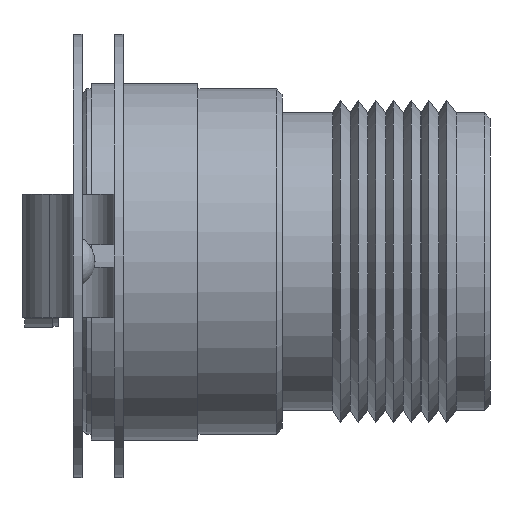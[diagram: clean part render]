
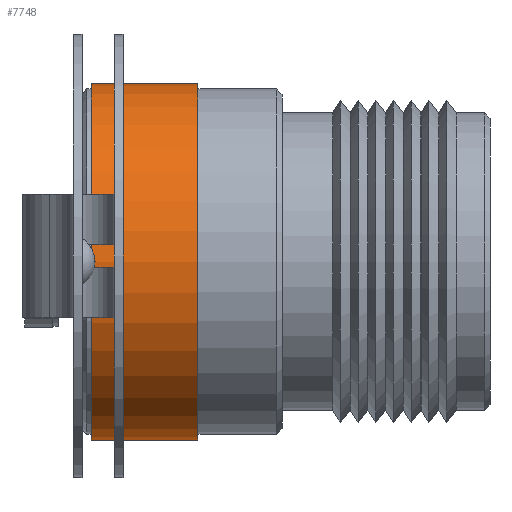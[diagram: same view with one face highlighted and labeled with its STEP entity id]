
A CAD part, left-side view. The second image highlights one B-rep face of the part: STEP entity #7748.
In plain terms, the highlighted cylindrical face has radius 8.065 mm (diameter 16.129 mm), a partial arc.
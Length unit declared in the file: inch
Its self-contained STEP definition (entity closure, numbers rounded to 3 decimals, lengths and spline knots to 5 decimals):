
#228 = AXIS2_PLACEMENT_3D ( 'NONE', #6727, #5510, #3067 ) ;
#361 = EDGE_CURVE ( 'NONE', #3635, #3770, #6256, .T. ) ;
#386 = EDGE_CURVE ( 'NONE', #3770, #1946, #4334, .T. ) ;
#845 = EDGE_LOOP ( 'NONE', ( #5522, #1661, #4964, #1049 ) ) ;
#1049 = ORIENTED_EDGE ( 'NONE', *, *, #6982, .F. ) ;
#1389 = VECTOR ( 'NONE', #5656, 39.37008 ) ;
#1434 = CARTESIAN_POINT ( 'NONE',  ( 0., -0.01839, 0.3175 ) ) ;
#1525 = EDGE_CURVE ( 'NONE', #3635, #1964, #4454, .T. ) ;
#1661 = ORIENTED_EDGE ( 'NONE', *, *, #361, .T. ) ;
#1714 = CARTESIAN_POINT ( 'NONE',  ( 0., -0.01839, -0.3175 ) ) ;
#1922 = DIRECTION ( 'NONE',  ( 0., -1., 0. ) ) ;
#1946 = VERTEX_POINT ( 'NONE', #3278 ) ;
#1964 = VERTEX_POINT ( 'NONE', #7393 ) ;
#2845 = VECTOR ( 'NONE', #6261, 39.37008 ) ;
#3067 = DIRECTION ( 'NONE',  ( 0., 0., -1. ) ) ;
#3278 = CARTESIAN_POINT ( 'NONE',  ( 0., -0.20839, -0.3175 ) ) ;
#3635 = VERTEX_POINT ( 'NONE', #1434 ) ;
#3770 = VERTEX_POINT ( 'NONE', #1714 ) ;
#3860 = CARTESIAN_POINT ( 'NONE',  ( 0., -0.01839, 0. ) ) ;
#4066 = CIRCLE ( 'NONE', #228, 0.3175 ) ;
#4334 = LINE ( 'NONE', #6786, #1389 ) ;
#4454 = LINE ( 'NONE', #6344, #2845 ) ;
#4964 = ORIENTED_EDGE ( 'NONE', *, *, #386, .T. ) ;
#5510 = DIRECTION ( 'NONE',  ( 0., -1., 0. ) ) ;
#5522 = ORIENTED_EDGE ( 'NONE', *, *, #1525, .F. ) ;
#5590 = AXIS2_PLACEMENT_3D ( 'NONE', #6357, #6395, #5670 ) ;
#5656 = DIRECTION ( 'NONE',  ( 0., -1., 0. ) ) ;
#5670 = DIRECTION ( 'NONE',  ( 0., 0., -1. ) ) ;
#5820 = FACE_OUTER_BOUND ( 'NONE', #845, .T. ) ;
#6256 = CIRCLE ( 'NONE', #6780, 0.3175 ) ;
#6261 = DIRECTION ( 'NONE',  ( 0., -1., 0. ) ) ;
#6344 = CARTESIAN_POINT ( 'NONE',  ( 0., -0.358, 0.3175 ) ) ;
#6357 = CARTESIAN_POINT ( 'NONE',  ( 0., -0.358, 0. ) ) ;
#6395 = DIRECTION ( 'NONE',  ( 0., -1., 0. ) ) ;
#6727 = CARTESIAN_POINT ( 'NONE',  ( 0., -0.20839, 0. ) ) ;
#6780 = AXIS2_PLACEMENT_3D ( 'NONE', #3860, #1922, #6868 ) ;
#6786 = CARTESIAN_POINT ( 'NONE',  ( 0., -0.358, -0.3175 ) ) ;
#6868 = DIRECTION ( 'NONE',  ( 0., 0., -1. ) ) ;
#6982 = EDGE_CURVE ( 'NONE', #1964, #1946, #4066, .T. ) ;
#7393 = CARTESIAN_POINT ( 'NONE',  ( 0., -0.20839, 0.3175 ) ) ;
#7520 = CYLINDRICAL_SURFACE ( 'NONE', #5590, 0.3175 ) ;
#7748 = ADVANCED_FACE ( 'NONE', ( #5820 ), #7520, .T. ) ;
